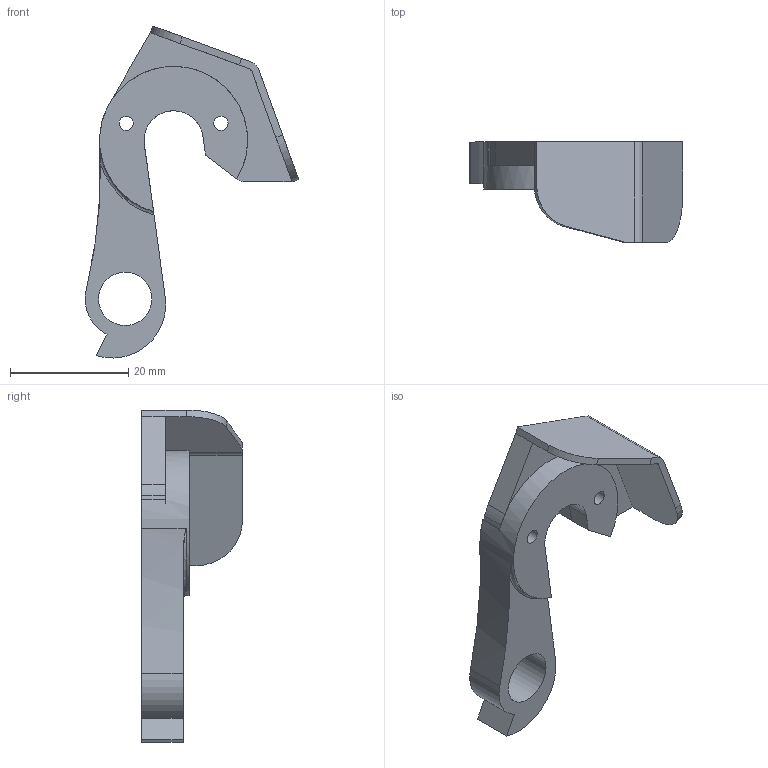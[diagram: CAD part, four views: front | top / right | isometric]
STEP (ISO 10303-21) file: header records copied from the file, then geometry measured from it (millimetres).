
FILE_DESCRIPTION();
FILE_NAME( /* name */ 'dropout_006___right.stp');
FILE_SCHEMA( ('CONFIG_CONTROL_DESIGN'));
Length unit declared in the file: millimetre
Products named in the file (1): manfD6176gt5
Bounding box: 36.05 x 17 x 56.08 mm (x, y, z)
Volume: 5385.4 mm3; surface area: 4655.6 mm2
Topology: 2 solids, 2 shells, 48 faces, 131 edges, 87 vertices
Faces by surface type: plane 25, cylinder 20, cone 2, torus 1
Full cylindrical faces by diameter (mm): 2.4 x2, 3.2 x2, 9 x1
Entity records: 1594 total; most frequent: CARTESIAN_POINT 278, DIRECTION 262, ORIENTED_EDGE 242, EDGE_CURVE 121, AXIS2_PLACEMENT_3D 94, VERTEX_POINT 84, LINE 74, VECTOR 74
